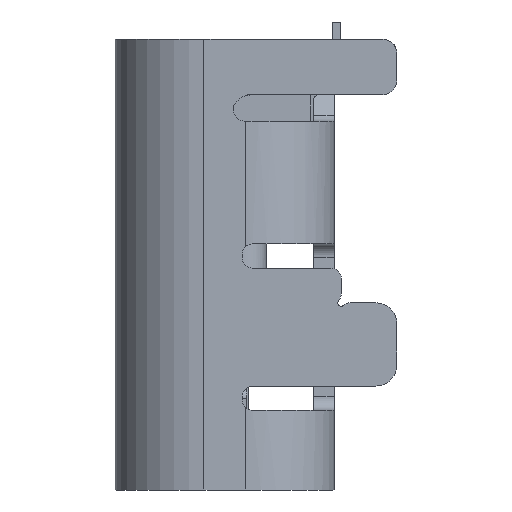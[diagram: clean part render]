
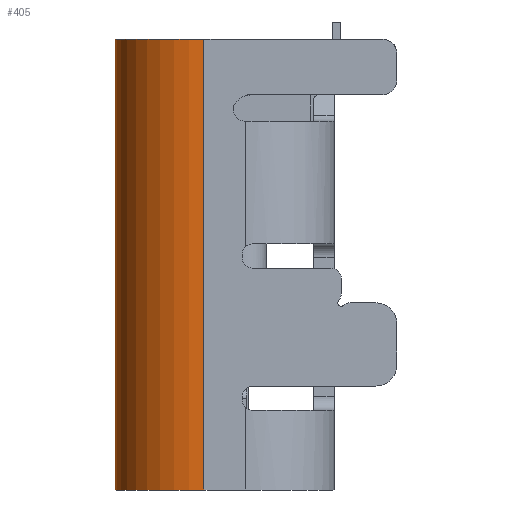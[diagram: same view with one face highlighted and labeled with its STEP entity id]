
A CAD part, left-side view. The second image highlights one B-rep face of the part: STEP entity #405.
In plain terms, the highlighted cylindrical face has radius 1.28 mm (diameter 2.56 mm), a partial arc.
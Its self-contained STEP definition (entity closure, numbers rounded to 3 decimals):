
#405=ADVANCED_FACE('',(#1435),#1436,.T.);
#1435=FACE_OUTER_BOUND('',#2888,.T.);
#1436=CYLINDRICAL_SURFACE('',#2889,1.28);
#2888=EDGE_LOOP('',(#6636,#6637,#6638,#6639));
#2889=AXIS2_PLACEMENT_3D('',#6640,#6641,#6642);
#6636=ORIENTED_EDGE('',*,*,#11093,.T.);
#6637=ORIENTED_EDGE('',*,*,#11185,.F.);
#6638=ORIENTED_EDGE('',*,*,#11186,.T.);
#6639=ORIENTED_EDGE('',*,*,#11187,.F.);
#6640=CARTESIAN_POINT('',(-3.19,0.393,-1.875));
#6641=DIRECTION('',(0.0,0.0,1.0));
#6642=DIRECTION('',(-1.0,0.0,0.0));
#11093=EDGE_CURVE('',#13967,#14001,#14003,.T.);
#11185=EDGE_CURVE('',#14147,#14001,#14148,.T.);
#11186=EDGE_CURVE('',#14147,#14149,#14150,.T.);
#11187=EDGE_CURVE('',#13967,#14149,#14151,.T.);
#13967=VERTEX_POINT('',#18326);
#14001=VERTEX_POINT('',#18370);
#14003=LINE('',#18373,#18374);
#14147=VERTEX_POINT('',#18579);
#14148=CIRCLE('',#18580,1.28);
#14149=VERTEX_POINT('',#18581);
#14150=LINE('',#18582,#18583);
#14151=CIRCLE('',#18584,1.28);
#18326=CARTESIAN_POINT('',(-3.19,1.673,3.125));
#18370=CARTESIAN_POINT('',(-3.19,1.673,-3.375));
#18373=CARTESIAN_POINT('',(-3.19,1.673,3.125));
#18374=VECTOR('',#22075,6.5);
#18579=CARTESIAN_POINT('',(-4.47,0.393,-3.375));
#18580=AXIS2_PLACEMENT_3D('',#22227,#22228,#22229);
#18581=CARTESIAN_POINT('',(-4.47,0.393,3.125));
#18582=CARTESIAN_POINT('',(-4.47,0.393,-3.375));
#18583=VECTOR('',#22230,6.5);
#18584=AXIS2_PLACEMENT_3D('',#22231,#22232,#22233);
#22075=DIRECTION('',(0.0,0.0,-1.0));
#22227=CARTESIAN_POINT('',(-3.19,0.393,-3.375));
#22228=DIRECTION('',(0.0,0.0,-1.0));
#22229=DIRECTION('',(-1.0,0.0,0.0));
#22230=DIRECTION('',(0.0,0.0,1.0));
#22231=CARTESIAN_POINT('',(-3.19,0.393,3.125));
#22232=DIRECTION('',(0.0,-0.0,1.0));
#22233=DIRECTION('',(0.,1.0,0.0));
